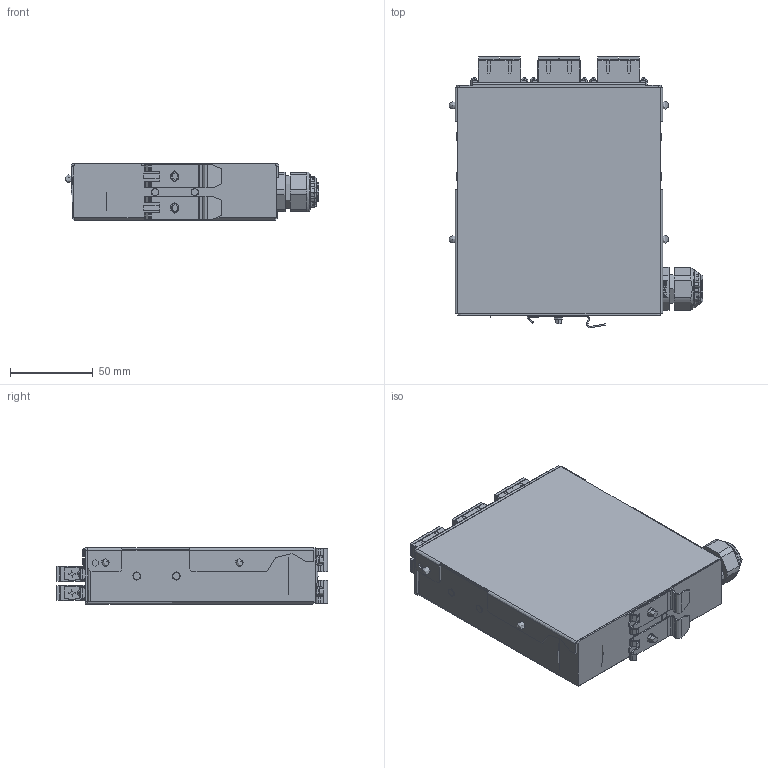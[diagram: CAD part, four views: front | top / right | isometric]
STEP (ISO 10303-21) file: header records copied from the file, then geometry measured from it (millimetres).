
FILE_DESCRIPTION (( 'STEP AP214' ), '1' );
FILE_NAME ('H82050A0002Test.STEP', '2009-03-02T14:54:56', ( 'Nutzer' ), ( '' ), 'SwSTEP 2.0', 'SolidWorks 2009', '' );
FILE_SCHEMA (( 'AUTOMOTIVE_DESIGN' ));
Length unit declared in the file: millimetre
Products named in the file (1): H82050A0002Test
Bounding box: 153.51 x 164.05 x 34.5 mm (x, y, z)
Topology: 0 solids, 38 shells, 3508 faces, 9940 edges, 6553 vertices
Faces by surface type: plane 2765, cylinder 520, cone 117, bspline 74, torus 24, sphere 8
Entity records: 134727 total; most frequent: CARTESIAN_POINT 29666, ORIENTED_EDGE 18678, DIRECTION 16538, EDGE_CURVE 9900, VECTOR 7806, LINE 7806, VERTEX_POINT 6537, AXIS2_PLACEMENT_3D 4366
